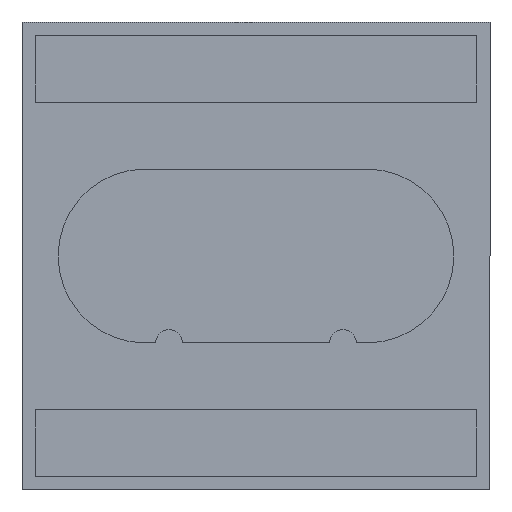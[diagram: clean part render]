
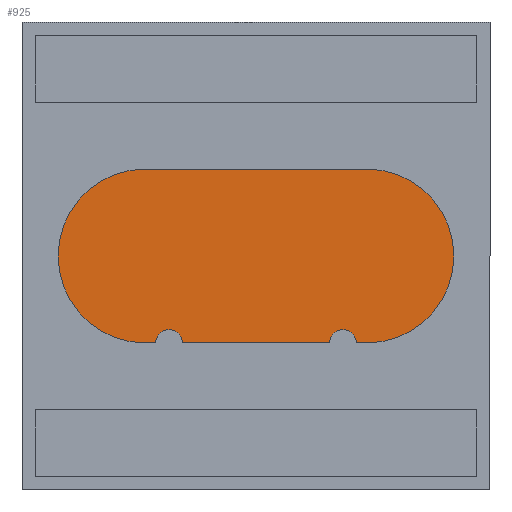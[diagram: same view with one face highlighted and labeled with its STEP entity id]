
A CAD part, front view. The second image highlights one B-rep face of the part: STEP entity #925.
In plain terms, the highlighted planar face has unit normal (0, -1, 0).
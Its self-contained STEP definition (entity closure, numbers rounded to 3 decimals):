
#3 = DIRECTION ( 'NONE',  ( 0., 0., 1. ) ) ;
#17 = AXIS2_PLACEMENT_3D ( 'NONE', #436, #1008, #249 ) ;
#38 = DIRECTION ( 'NONE',  ( 0., -1., 0. ) ) ;
#70 = VERTEX_POINT ( 'NONE', #896 ) ;
#119 = AXIS2_PLACEMENT_3D ( 'NONE', #1033, #218, #689 ) ;
#129 = CARTESIAN_POINT ( 'NONE',  ( -0.829, -0.02, -0.65 ) ) ;
#143 = AXIS2_PLACEMENT_3D ( 'NONE', #906, #736, #3 ) ;
#156 = VERTEX_POINT ( 'NONE', #305 ) ;
#158 = CIRCLE ( 'NONE', #761, 0.1 ) ;
#174 = ORIENTED_EDGE ( 'NONE', *, *, #881, .T. ) ;
#183 = DIRECTION ( 'NONE',  ( 0., 0., -1. ) ) ;
#218 = DIRECTION ( 'NONE',  ( 0., -1., 0. ) ) ;
#230 = VECTOR ( 'NONE', #744, 1000. ) ;
#249 = DIRECTION ( 'NONE',  ( 0., 0., -1. ) ) ;
#251 = ORIENTED_EDGE ( 'NONE', *, *, #376, .T. ) ;
#272 = VERTEX_POINT ( 'NONE', #588 ) ;
#305 = CARTESIAN_POINT ( 'NONE',  ( 0.829, -0.02, 0.65 ) ) ;
#318 = CIRCLE ( 'NONE', #17, 0.65 ) ;
#333 = EDGE_CURVE ( 'NONE', #920, #497, #610, .T. ) ;
#336 = CARTESIAN_POINT ( 'NONE',  ( -0.55, -0.02, -0.65 ) ) ;
#356 = PLANE ( 'NONE',  #119 ) ;
#376 = EDGE_CURVE ( 'NONE', #272, #497, #527, .T. ) ;
#420 = CARTESIAN_POINT ( 'NONE',  ( -0.829, -0.02, 0.65 ) ) ;
#429 = ORIENTED_EDGE ( 'NONE', *, *, #493, .T. ) ;
#436 = CARTESIAN_POINT ( 'NONE',  ( -0.829, -0.02, 0. ) ) ;
#472 = AXIS2_PLACEMENT_3D ( 'NONE', #860, #38, #183 ) ;
#493 = EDGE_CURVE ( 'NONE', #660, #156, #1067, .T. ) ;
#494 = DIRECTION ( 'NONE',  ( 0., -1., 0. ) ) ;
#497 = VERTEX_POINT ( 'NONE', #618 ) ;
#527 = LINE ( 'NONE', #129, #989 ) ;
#575 = CARTESIAN_POINT ( 'NONE',  ( -0.829, -0.02, 0.65 ) ) ;
#587 = ORIENTED_EDGE ( 'NONE', *, *, #680, .T. ) ;
#588 = CARTESIAN_POINT ( 'NONE',  ( -0.829, -0.02, -0.65 ) ) ;
#603 = CARTESIAN_POINT ( 'NONE',  ( -0.829, -0.02, -0.65 ) ) ;
#610 = CIRCLE ( 'NONE', #143, 0.1 ) ;
#618 = CARTESIAN_POINT ( 'NONE',  ( -0.75, -0.02, -0.65 ) ) ;
#656 = ORIENTED_EDGE ( 'NONE', *, *, #889, .T. ) ;
#660 = VERTEX_POINT ( 'NONE', #774 ) ;
#661 = VECTOR ( 'NONE', #704, 1000. ) ;
#667 = ORIENTED_EDGE ( 'NONE', *, *, #333, .F. ) ;
#670 = VECTOR ( 'NONE', #677, 1000. ) ;
#677 = DIRECTION ( 'NONE',  ( 1., 0., 0. ) ) ;
#680 = EDGE_CURVE ( 'NONE', #920, #70, #866, .T. ) ;
#689 = DIRECTION ( 'NONE',  ( 0., 0., -1. ) ) ;
#691 = ORIENTED_EDGE ( 'NONE', *, *, #771, .T. ) ;
#704 = DIRECTION ( 'NONE',  ( 1., 0., 0. ) ) ;
#705 = DIRECTION ( 'NONE',  ( 1., 0., 0. ) ) ;
#736 = DIRECTION ( 'NONE',  ( 0., -1., 0. ) ) ;
#737 = VERTEX_POINT ( 'NONE', #986 ) ;
#744 = DIRECTION ( 'NONE',  ( -1., 0., 0. ) ) ;
#747 = VERTEX_POINT ( 'NONE', #575 ) ;
#756 = EDGE_CURVE ( 'NONE', #737, #70, #158, .T. ) ;
#761 = AXIS2_PLACEMENT_3D ( 'NONE', #905, #494, #823 ) ;
#771 = EDGE_CURVE ( 'NONE', #156, #747, #932, .T. ) ;
#774 = CARTESIAN_POINT ( 'NONE',  ( 0.829, -0.02, -0.65 ) ) ;
#823 = DIRECTION ( 'NONE',  ( 0., 0., -1. ) ) ;
#856 = ORIENTED_EDGE ( 'NONE', *, *, #756, .F. ) ;
#860 = CARTESIAN_POINT ( 'NONE',  ( 0.829, -0.02, 0. ) ) ;
#866 = LINE ( 'NONE', #960, #661 ) ;
#881 = EDGE_CURVE ( 'NONE', #747, #272, #318, .T. ) ;
#889 = EDGE_CURVE ( 'NONE', #737, #660, #921, .T. ) ;
#896 = CARTESIAN_POINT ( 'NONE',  ( 0.55, -0.02, -0.65 ) ) ;
#905 = CARTESIAN_POINT ( 'NONE',  ( 0.65, -0.02, -0.65 ) ) ;
#906 = CARTESIAN_POINT ( 'NONE',  ( -0.65, -0.02, -0.65 ) ) ;
#920 = VERTEX_POINT ( 'NONE', #336 ) ;
#921 = LINE ( 'NONE', #603, #670 ) ;
#925 = ADVANCED_FACE ( 'NONE', ( #1026 ), #356, .T. ) ;
#932 = LINE ( 'NONE', #420, #230 ) ;
#960 = CARTESIAN_POINT ( 'NONE',  ( -0.829, -0.02, -0.65 ) ) ;
#986 = CARTESIAN_POINT ( 'NONE',  ( 0.75, -0.02, -0.65 ) ) ;
#989 = VECTOR ( 'NONE', #705, 1000. ) ;
#994 = EDGE_LOOP ( 'NONE', ( #667, #587, #856, #656, #429, #691, #174, #251 ) ) ;
#1008 = DIRECTION ( 'NONE',  ( 0., -1., 0. ) ) ;
#1026 = FACE_OUTER_BOUND ( 'NONE', #994, .T. ) ;
#1033 = CARTESIAN_POINT ( 'NONE',  ( -0.829, -0.02, 0. ) ) ;
#1067 = CIRCLE ( 'NONE', #472, 0.65 ) ;
